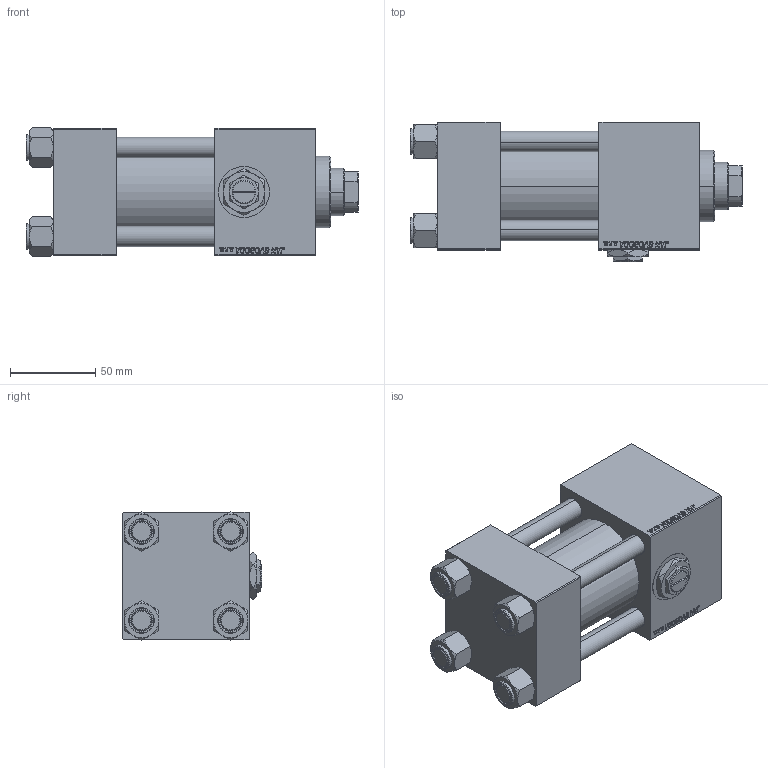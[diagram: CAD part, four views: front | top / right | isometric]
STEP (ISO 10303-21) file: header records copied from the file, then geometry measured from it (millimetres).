
FILE_DESCRIPTION (( 'STEP AP203' ), '1' );
FILE_NAME ('03ce.STEP', '2022-04-16T01:55:59', ( '' ), ( '' ), 'SwSTEP 2.0', 'SolidWorks 2019', '' );
FILE_SCHEMA (( 'CONFIG_CONTROL_DESIGN' ));
Length unit declared in the file: millimetre
Products named in the file (7): V215CR_C_Body 73a7edb7cdc1cf33deacc16c19738815; Zatka_pro_OIL_PORT 73a7edb7cdc1cf33deacc16c19738815; NUT_M5_C 73a7edb7cdc1cf33deacc16c19738815; V215CR_VCP_C 73a7edb7cdc1cf33deacc16c19738815; V215_VC_A 73a7edb7cdc1cf33deacc16c19738815; V215CR_C_TYCINKA 73a7edb7cdc1cf33deacc16c19738815; 03ce
Assembly tree (12 placements, depth 2):
  03ce
    V215CR_C_Body 73a7edb7cdc1cf33deacc16c19738815
    V215CR_VCP_C 73a7edb7cdc1cf33deacc16c19738815
    NUT_M5_C 73a7edb7cdc1cf33deacc16c19738815  x4
    V215CR_C_TYCINKA 73a7edb7cdc1cf33deacc16c19738815  x4
    V215_VC_A 73a7edb7cdc1cf33deacc16c19738815
    Zatka_pro_OIL_PORT 73a7edb7cdc1cf33deacc16c19738815
Bounding box: 195 x 82 x 75.54 mm (x, y, z)
Volume: 665472.2 mm3; surface area: 152995.4 mm2
Topology: 12 solids, 12 shells, 1202 faces, 2992 edges, 1937 vertices
Faces by surface type: plane 551, bspline 392, cone 156, cylinder 95, torus 8
Entity records: 52047 total; most frequent: CARTESIAN_POINT 27705, ORIENTED_EDGE 5476, DIRECTION 3524, EDGE_CURVE 2738, VERTEX_POINT 1793, VECTOR 1632, LINE 1632, EDGE_LOOP 1219
